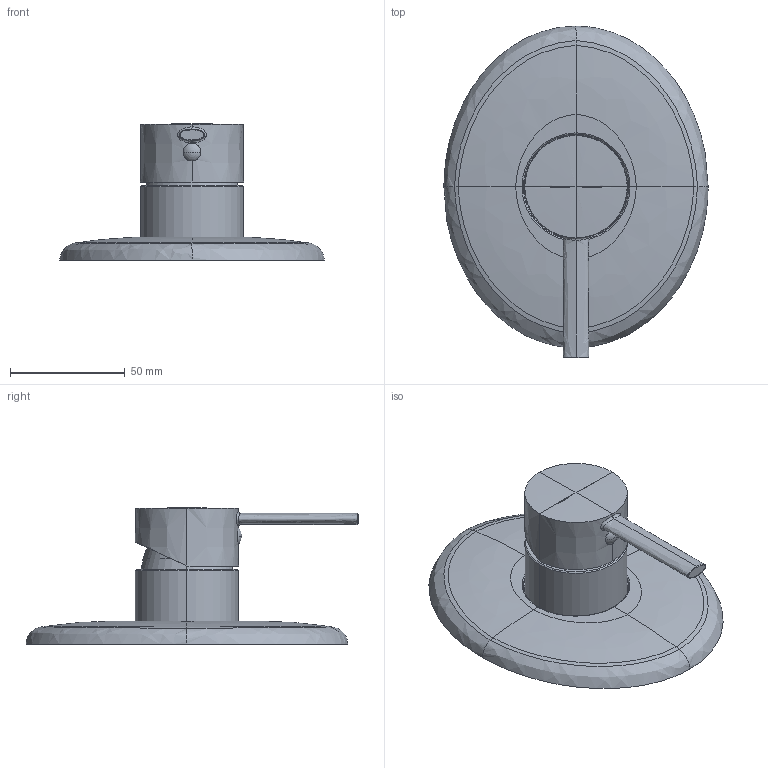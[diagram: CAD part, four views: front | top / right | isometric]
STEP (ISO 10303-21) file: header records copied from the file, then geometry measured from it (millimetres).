
FILE_DESCRIPTION((''),'2;1');
FILE_NAME('BR010CR','2021-11-08T09:10:55',('ut3'),('PAFFONI SpA'),'CREO PARAMETRIC BY PTC INC, 2020044','CREO PARAMETRIC BY PTC INC, 2020044','');
FILE_SCHEMA(('CONFIG_CONTROL_DESIGN','SHAPE_APPEARANCE_LAYERS_GROUPS'));
Length unit declared in the file: millimetre
Products named in the file (1): BR010CR
Bounding box: 115 x 144.5 x 59.3 mm (x, y, z)
Volume: 80366 mm3; surface area: 64927.5 mm2
Topology: 2 solids, 2 shells, 992 faces, 2682 edges, 1691 vertices
Faces by surface type: plane 583, cylinder 229, torus 74, bspline 49, cone 47, sphere 8, extrusion 2
Entity records: 44075 total; most frequent: CARTESIAN_POINT 12696, ORIENTED_EDGE 5336, DIRECTION 4778, EDGE_CURVE 2668, VERTEX_POINT 1691, AXIS2_PLACEMENT_3D 1629, VECTOR 1520, LINE 1518
